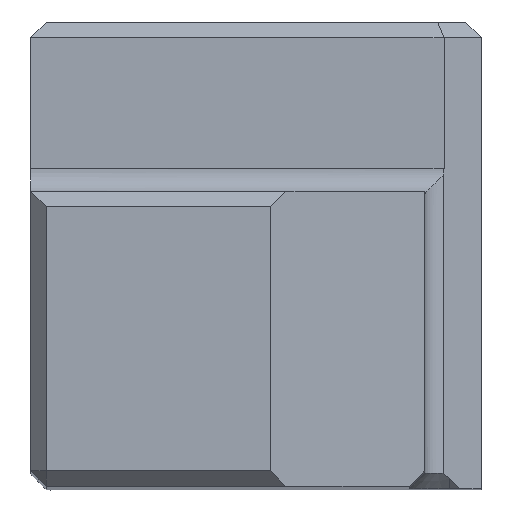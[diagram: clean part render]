
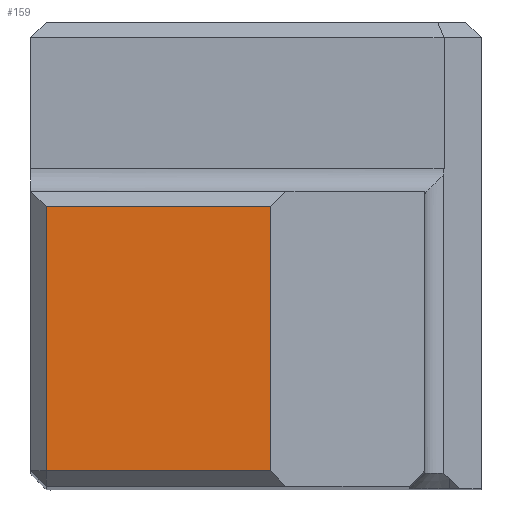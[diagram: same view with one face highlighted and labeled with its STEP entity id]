
A CAD part, top view. The second image highlights one B-rep face of the part: STEP entity #159.
In plain terms, the highlighted planar face has unit normal (0, 0, 1).
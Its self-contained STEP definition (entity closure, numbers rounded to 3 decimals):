
#159=ADVANCED_FACE('',(#250),#212,.T.);
#212=PLANE('',#1096);
#250=FACE_OUTER_BOUND('',#297,.T.);
#297=EDGE_LOOP('',(#373,#374,#375,#376));
#373=ORIENTED_EDGE('',*,*,#711,.F.);
#374=ORIENTED_EDGE('',*,*,#700,.T.);
#375=ORIENTED_EDGE('',*,*,#712,.T.);
#376=ORIENTED_EDGE('',*,*,#698,.T.);
#614=VERTEX_POINT('',#1480);
#615=VERTEX_POINT('',#1482);
#616=VERTEX_POINT('',#1486);
#617=VERTEX_POINT('',#1487);
#698=EDGE_CURVE('',#615,#614,#826,.T.);
#700=EDGE_CURVE('',#616,#617,#828,.T.);
#711=EDGE_CURVE('',#616,#614,#839,.T.);
#712=EDGE_CURVE('',#617,#615,#840,.T.);
#826=LINE('',#1481,#927);
#828=LINE('',#1485,#929);
#839=LINE('',#1510,#940);
#840=LINE('',#1511,#941);
#927=VECTOR('',#1198,1.);
#929=VECTOR('',#1202,1.);
#940=VECTOR('',#1219,1.);
#941=VECTOR('',#1220,1.);
#1096=AXIS2_PLACEMENT_3D('',#1512,#1221,#1222);
#1198=DIRECTION('',(1.,0.,0.));
#1202=DIRECTION('',(-1.,0.,0.));
#1219=DIRECTION('',(0.,-1.,0.));
#1220=DIRECTION('',(0.,-1.,0.));
#1221=DIRECTION('',(0.,0.,1.));
#1222=DIRECTION('',(1.,0.,0.));
#1480=CARTESIAN_POINT('',(2.968,-4.25,0.));
#1481=CARTESIAN_POINT('',(0.,-4.25,0.));
#1482=CARTESIAN_POINT('',(-4.25,-4.25,0.));
#1485=CARTESIAN_POINT('',(0.,4.25,0.));
#1486=CARTESIAN_POINT('',(2.968,4.25,0.));
#1487=CARTESIAN_POINT('',(-4.25,4.25,0.));
#1510=CARTESIAN_POINT('',(2.968,47.025,0.));
#1511=CARTESIAN_POINT('',(-4.25,0.,0.));
#1512=CARTESIAN_POINT('',(0.,0.,0.));
